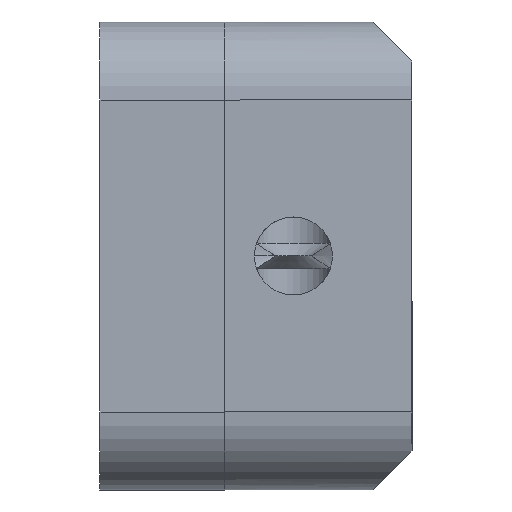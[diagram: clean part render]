
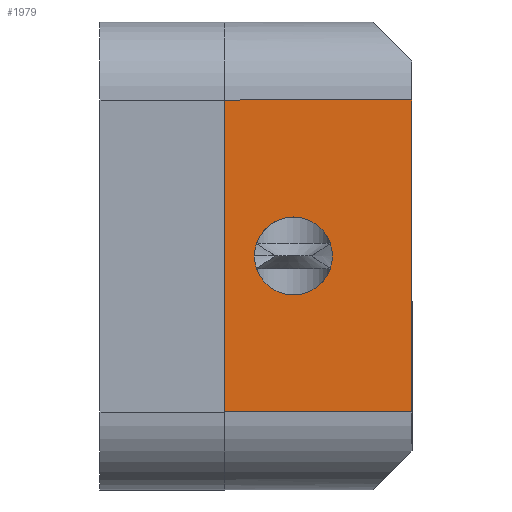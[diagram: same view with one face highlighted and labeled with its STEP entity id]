
A CAD part, left-side view. The second image highlights one B-rep face of the part: STEP entity #1979.
In plain terms, the highlighted planar face has unit normal (-1, 0, 0).
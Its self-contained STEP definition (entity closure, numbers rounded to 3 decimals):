
#21 = VERTEX_POINT ( 'NONE', #1519 ) ;
#45 = ORIENTED_EDGE ( 'NONE', *, *, #1034, .T. ) ;
#73 = AXIS2_PLACEMENT_3D ( 'NONE', #1810, #1972, #1176 ) ;
#74 = CARTESIAN_POINT ( 'NONE',  ( -15., 0., 5.05 ) ) ;
#86 = DIRECTION ( 'NONE',  ( 0., -1., 0. ) ) ;
#164 = LINE ( 'NONE', #1502, #2050 ) ;
#188 = EDGE_CURVE ( 'NONE', #310, #481, #1912, .T. ) ;
#258 = DIRECTION ( 'NONE',  ( 0., 0., 1. ) ) ;
#303 = ORIENTED_EDGE ( 'NONE', *, *, #188, .T. ) ;
#310 = VERTEX_POINT ( 'NONE', #557 ) ;
#334 = VERTEX_POINT ( 'NONE', #899 ) ;
#424 = ORIENTED_EDGE ( 'NONE', *, *, #1409, .F. ) ;
#481 = VERTEX_POINT ( 'NONE', #1092 ) ;
#553 = LINE ( 'NONE', #1672, #908 ) ;
#557 = CARTESIAN_POINT ( 'NONE',  ( -15., -5., 0. ) ) ;
#632 = VECTOR ( 'NONE', #825, 1000. ) ;
#673 = VERTEX_POINT ( 'NONE', #895 ) ;
#689 = EDGE_CURVE ( 'NONE', #695, #673, #744, .T. ) ;
#695 = VERTEX_POINT ( 'NONE', #74 ) ;
#744 = CIRCLE ( 'NONE', #1592, 1.25 ) ;
#765 = CIRCLE ( 'NONE', #1102, 1.25 ) ;
#825 = DIRECTION ( 'NONE',  ( 0., -1., 0. ) ) ;
#867 = DIRECTION ( 'NONE',  ( 0., 0., -1. ) ) ;
#887 = ORIENTED_EDGE ( 'NONE', *, *, #2073, .T. ) ;
#895 = CARTESIAN_POINT ( 'NONE',  ( -15., 0., 2.55 ) ) ;
#899 = CARTESIAN_POINT ( 'NONE',  ( -15., 5., 6. ) ) ;
#908 = VECTOR ( 'NONE', #86, 1000. ) ;
#931 = ORIENTED_EDGE ( 'NONE', *, *, #1944, .F. ) ;
#950 = CARTESIAN_POINT ( 'NONE',  ( -15., -5., 6. ) ) ;
#1026 = LINE ( 'NONE', #1993, #632 ) ;
#1034 = EDGE_CURVE ( 'NONE', #334, #21, #164, .T. ) ;
#1049 = EDGE_LOOP ( 'NONE', ( #424, #45, #887, #303 ) ) ;
#1092 = CARTESIAN_POINT ( 'NONE',  ( -15., -5., 6. ) ) ;
#1102 = AXIS2_PLACEMENT_3D ( 'NONE', #1134, #1794, #1449 ) ;
#1119 = FACE_BOUND ( 'NONE', #1821, .T. ) ;
#1134 = CARTESIAN_POINT ( 'NONE',  ( -15., 0., 3.8 ) ) ;
#1176 = DIRECTION ( 'NONE',  ( 0., 0., -1. ) ) ;
#1409 = EDGE_CURVE ( 'NONE', #334, #481, #553, .T. ) ;
#1418 = DIRECTION ( 'NONE',  ( 0., 0., 1. ) ) ;
#1449 = DIRECTION ( 'NONE',  ( 0., 0., 1. ) ) ;
#1502 = CARTESIAN_POINT ( 'NONE',  ( -15., 5., 6. ) ) ;
#1519 = CARTESIAN_POINT ( 'NONE',  ( -15., 5., 0. ) ) ;
#1543 = CARTESIAN_POINT ( 'NONE',  ( -15., 0., 3.8 ) ) ;
#1574 = VECTOR ( 'NONE', #258, 1000. ) ;
#1592 = AXIS2_PLACEMENT_3D ( 'NONE', #1543, #2061, #1418 ) ;
#1613 = FACE_OUTER_BOUND ( 'NONE', #1049, .T. ) ;
#1665 = PLANE ( 'NONE',  #73 ) ;
#1672 = CARTESIAN_POINT ( 'NONE',  ( -15., -7.5, 6. ) ) ;
#1794 = DIRECTION ( 'NONE',  ( -1., 0., 0. ) ) ;
#1807 = ORIENTED_EDGE ( 'NONE', *, *, #689, .F. ) ;
#1810 = CARTESIAN_POINT ( 'NONE',  ( -15., -7.5, 6. ) ) ;
#1821 = EDGE_LOOP ( 'NONE', ( #1807, #931 ) ) ;
#1912 = LINE ( 'NONE', #950, #1574 ) ;
#1944 = EDGE_CURVE ( 'NONE', #673, #695, #765, .T. ) ;
#1972 = DIRECTION ( 'NONE',  ( 1., 0., 0. ) ) ;
#1979 = ADVANCED_FACE ( 'NONE', ( #1119, #1613 ), #1665, .F. ) ;
#1993 = CARTESIAN_POINT ( 'NONE',  ( -15., -7.5, 0. ) ) ;
#2050 = VECTOR ( 'NONE', #867, 1000. ) ;
#2061 = DIRECTION ( 'NONE',  ( -1., 0., 0. ) ) ;
#2073 = EDGE_CURVE ( 'NONE', #21, #310, #1026, .T. ) ;
